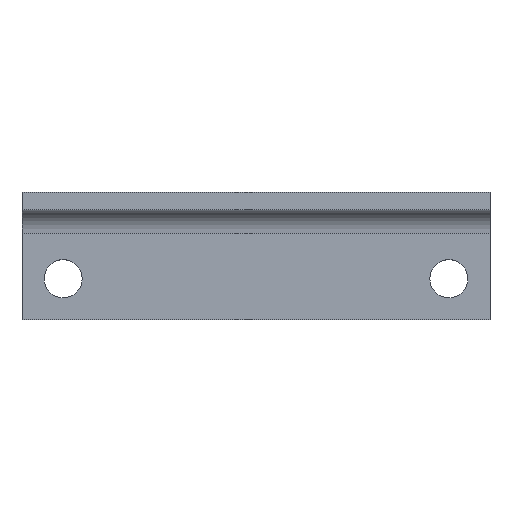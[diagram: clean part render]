
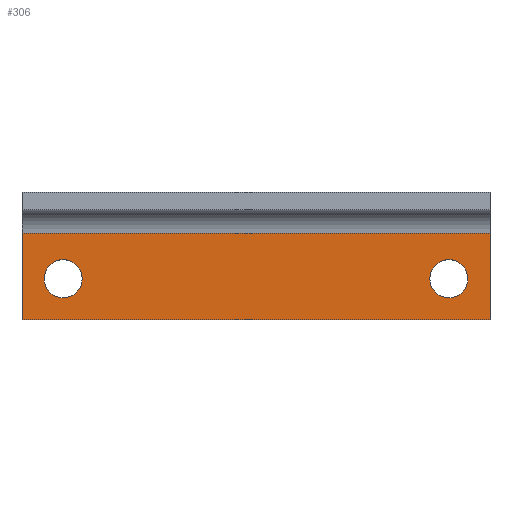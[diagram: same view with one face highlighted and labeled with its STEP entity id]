
A CAD part, top view. The second image highlights one B-rep face of the part: STEP entity #306.
In plain terms, the highlighted planar face has unit normal (0, 0, 1).
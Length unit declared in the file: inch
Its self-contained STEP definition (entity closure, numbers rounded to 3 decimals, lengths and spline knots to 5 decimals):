
#15=FACE_BOUND('',#63,.T.);
#16=FACE_BOUND('',#64,.T.);
#26=PLANE('',#356);
#44=FACE_OUTER_BOUND('',#62,.T.);
#62=EDGE_LOOP('',(#247,#248,#249,#250));
#63=EDGE_LOOP('',(#251));
#64=EDGE_LOOP('',(#252));
#89=LINE('',#502,#117);
#93=LINE('',#509,#121);
#94=LINE('',#512,#122);
#95=LINE('',#513,#123);
#117=VECTOR('',#417,5.);
#121=VECTOR('',#423,0.92653);
#122=VECTOR('',#426,5.);
#123=VECTOR('',#427,0.92653);
#135=CIRCLE('',#336,0.203);
#137=CIRCLE('',#339,0.203);
#147=VERTEX_POINT('',#457);
#149=VERTEX_POINT('',#463);
#158=VERTEX_POINT('',#486);
#161=VERTEX_POINT('',#493);
#164=VERTEX_POINT('',#507);
#165=VERTEX_POINT('',#511);
#171=EDGE_CURVE('',#147,#147,#135,.T.);
#174=EDGE_CURVE('',#149,#149,#137,.T.);
#193=EDGE_CURVE('',#158,#161,#89,.T.);
#197=EDGE_CURVE('',#164,#161,#93,.T.);
#198=EDGE_CURVE('',#165,#164,#94,.T.);
#199=EDGE_CURVE('',#158,#165,#95,.T.);
#247=ORIENTED_EDGE('',*,*,#193,.T.);
#248=ORIENTED_EDGE('',*,*,#197,.F.);
#249=ORIENTED_EDGE('',*,*,#198,.F.);
#250=ORIENTED_EDGE('',*,*,#199,.F.);
#251=ORIENTED_EDGE('',*,*,#171,.T.);
#252=ORIENTED_EDGE('',*,*,#174,.T.);
#306=ADVANCED_FACE('',(#44,#15,#16),#26,.T.);
#336=AXIS2_PLACEMENT_3D('',#458,#369,#370);
#339=AXIS2_PLACEMENT_3D('',#464,#376,#377);
#356=AXIS2_PLACEMENT_3D('',#510,#424,#425);
#369=DIRECTION('center_axis',(0.,0.,-1.));
#370=DIRECTION('ref_axis',(-1.,0.,0.));
#376=DIRECTION('center_axis',(0.,0.,-1.));
#377=DIRECTION('ref_axis',(-1.,0.,0.));
#417=DIRECTION('',(-1.,0.,0.));
#423=DIRECTION('',(0.,1.,0.));
#424=DIRECTION('center_axis',(0.,0.,1.));
#425=DIRECTION('ref_axis',(1.,0.,0.));
#426=DIRECTION('',(-1.,0.,0.));
#427=DIRECTION('',(0.,-1.,0.));
#457=CARTESIAN_POINT('',(0.643,0.44,0.187));
#458=CARTESIAN_POINT('Origin',(0.44,0.44,0.187));
#463=CARTESIAN_POINT('',(4.763,0.44,0.187));
#464=CARTESIAN_POINT('Origin',(4.56,0.44,0.187));
#486=CARTESIAN_POINT('',(5.,0.92653,0.187));
#493=CARTESIAN_POINT('',(0.,0.92653,0.187));
#502=CARTESIAN_POINT('',(5.,0.92653,0.187));
#507=CARTESIAN_POINT('',(0.,0.,0.187));
#509=CARTESIAN_POINT('',(0.,0.,0.187));
#510=CARTESIAN_POINT('Origin',(2.5,1.1875,0.187));
#511=CARTESIAN_POINT('',(5.,0.,0.187));
#512=CARTESIAN_POINT('',(5.,0.,0.187));
#513=CARTESIAN_POINT('',(5.,0.92653,0.187));
